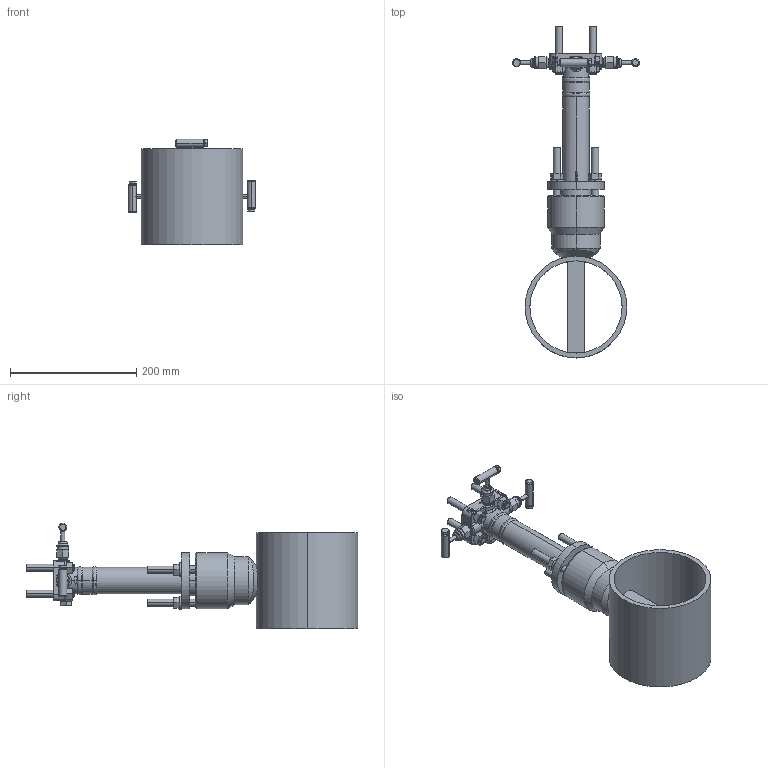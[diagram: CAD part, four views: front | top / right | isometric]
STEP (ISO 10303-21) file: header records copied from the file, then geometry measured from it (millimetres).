
FILE_DESCRIPTION((''),'2;1');
FILE_NAME('GC-485G060BSHPS2T1003_SW0001','2014-11-05T',('johnarm'),('Rosemount Measurement Division'),'PRO/ENGINEER BY PARAMETRIC TECHNOLOGY CORPORATION, 2013430','PRO/ENGINEER BY PARAMETRIC TECHNOLOGY CORPORATION, 2013430','');
FILE_SCHEMA(('CONFIG_CONTROL_DESIGN'));
Length unit declared in the file: inch
Products named in the file (1): GC-485G060BSHPS2T1003_SW0001
Bounding box: 201.32 x 526.52 x 167.34 mm (x, y, z)
Surface area: 358578.3 mm2 (no closed solid volume)
Topology: 0 solids, 54 shells, 703 faces, 2055 edges, 1401 vertices
Faces by surface type: cone 211, cylinder 208, plane 204, torus 58, sphere 12, bspline 10
Entity records: 25758 total; most frequent: CARTESIAN_POINT 7737, DIRECTION 3804, ORIENTED_EDGE 3454, EDGE_CURVE 2049, AXIS2_PLACEMENT_3D 1573, VERTEX_POINT 1401, CIRCLE 880, EDGE_LOOP 778
